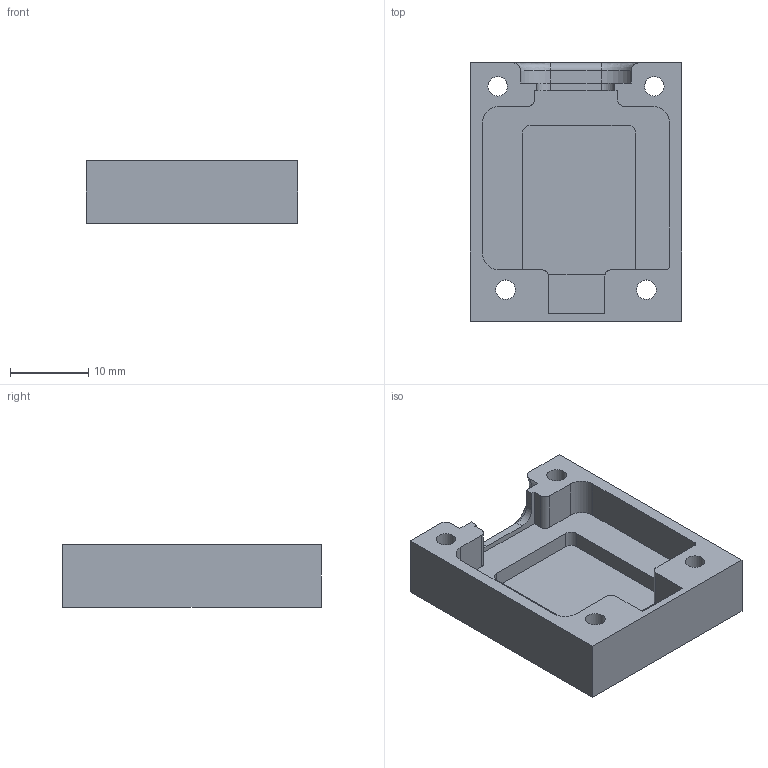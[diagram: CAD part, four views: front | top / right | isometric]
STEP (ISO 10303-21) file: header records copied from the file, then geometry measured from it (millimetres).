
FILE_DESCRIPTION(/* description */ (''),/* implementation_level */ '2;1');
FILE_NAME(/* name */ 'Lower v2.step',/* time_stamp */ '2021-02-03T01:39:38+08:00',/* author */ (''),/* organization */ (''),/* preprocessor_version */ 'ST-DEVELOPER v18.1',/* originating_system */ 'Autodesk Translation Framework v9.7.1.1290',/* authorisation */ '');
FILE_SCHEMA (('AUTOMOTIVE_DESIGN { 1 0 10303 214 3 1 1 }'));
Length unit declared in the file: millimetre
Products named in the file (1): Lower
Bounding box: 27 x 33 x 8 mm (x, y, z)
Volume: 3272.5 mm3; surface area: 3590.5 mm2
Topology: 1 solids, 1 shells, 74 faces, 194 edges, 126 vertices
Faces by surface type: plane 41, cylinder 29, bspline 4
Full cylindrical faces by diameter (mm): 2.5 x4, 4 x4
Entity records: 2442 total; most frequent: CARTESIAN_POINT 513, DIRECTION 400, ORIENTED_EDGE 388, EDGE_CURVE 194, AXIS2_PLACEMENT_3D 137, LINE 126, VECTOR 126, VERTEX_POINT 126
